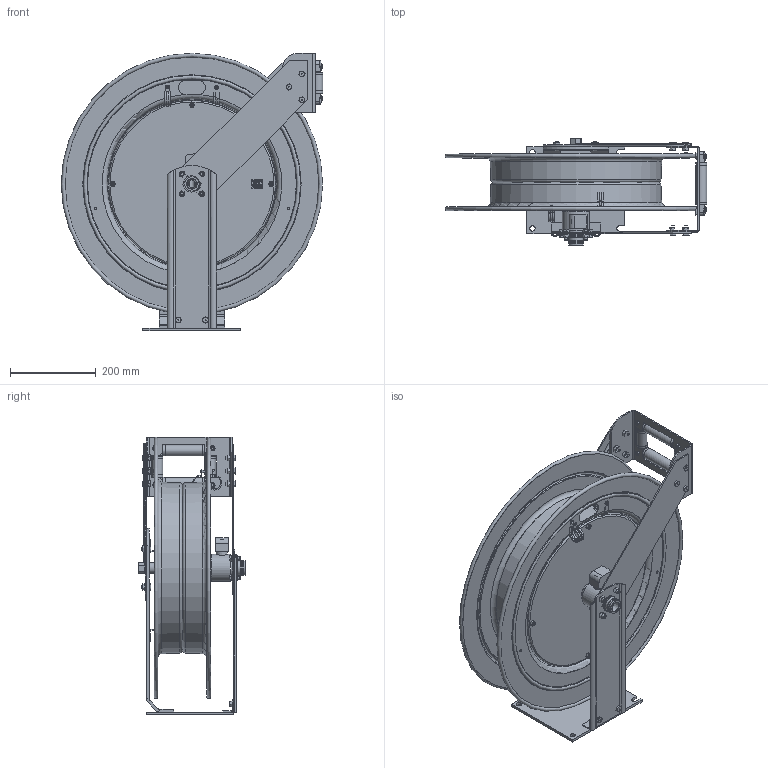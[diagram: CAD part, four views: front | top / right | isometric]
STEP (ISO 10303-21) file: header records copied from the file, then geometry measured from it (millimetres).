
FILE_DESCRIPTION(/* description */ (''),/* implementation_level */ '2;1');
FILE_NAME(/* name */ 'TSHF-N-550_SHARED.stp',/* time_stamp */ '2015-09-23T11:07:15-07:00',/* author */ ('JKusbel'),/* organization */ (''),/* preprocessor_version */ 'ST-DEVELOPER v15.6',/* originating_system */ 'Autodesk Inventor 2015',/* authorisation */ '');
FILE_SCHEMA (('AUTOMOTIVE_DESIGN { 1 0 10303 214 3 1 1 }'));
Products named in the file (1): TSH-N-550_SHARED
Bounding box: 609.88 x 248.92 x 647.73 mm (x, y, z)
Surface area: 1966540.5 mm2 (no closed solid volume)
Topology: 0 solids, 177 shells, 563 faces, 5276 edges, 4803 vertices
Faces by surface type: plane 400, cylinder 111, torus 24, cone 12, sphere 10, bspline 6
Full cylindrical faces by diameter (mm): 4.826 x2, 7.938 x4, 8.636 x4, 10.414 x1, 12.7 x2, 13.462 x1, 25.362 x1, 25.4 x12, 34.544 x4, 39.624 x1, 42.926 x1, 63.5 x1, 388.62 x1
Entity records: 50202 total; most frequent: CARTESIAN_POINT 15272, ORIENTED_EDGE 5842, DIRECTION 5720, EDGE_CURVE 5195, VERTEX_POINT 4787, LINE 2914, VECTOR 2914, AXIS2_PLACEMENT_3D 1403
